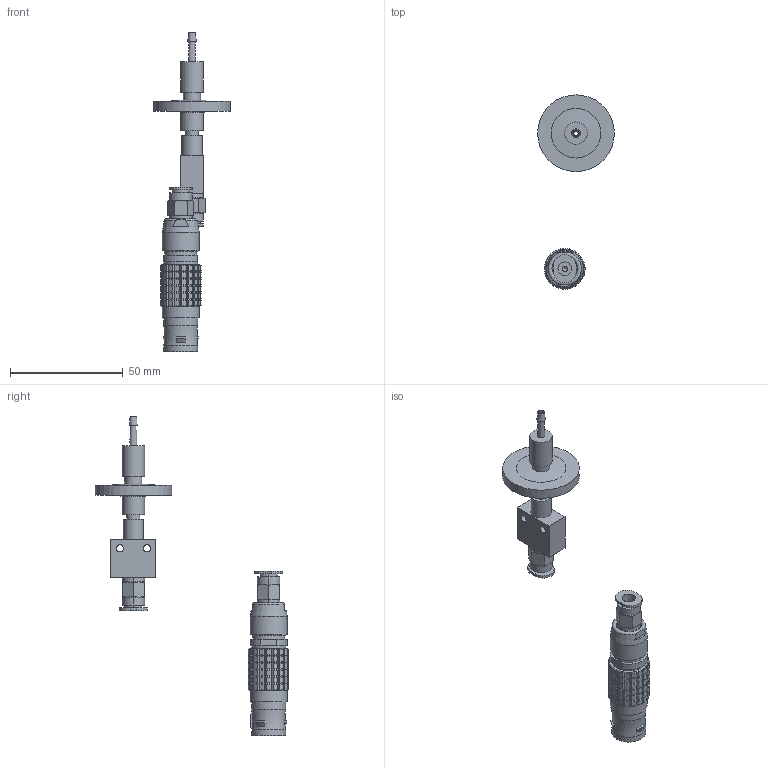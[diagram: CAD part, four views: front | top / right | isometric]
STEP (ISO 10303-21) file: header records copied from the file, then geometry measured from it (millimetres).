
FILE_DESCRIPTION(/* description */ (''),/* implementation_level */ '2;1');
FILE_NAME(/* name */ 'Adapter SL3000 Festo.stp',/* time_stamp */ '2012-07-27T09:37:25+02:00',/* author */ (''),/* organization */ (''),/* preprocessor_version */ 'ST-DEVELOPER v11',/* originating_system */ 'SIEMENS UGS NX 6.0',/* authorisation */ '');
FILE_SCHEMA (('CONFIG_CONTROL_DESIGN'));
Length unit declared in the file: millimetre
Products named in the file (17): Isolationsteil 025 mit Ansen_001; Massehalbschale2_001; Massehalbschale1_001; FGG_3B_002; Spannschraube_001; Spannzange FGG.3B.792.DN_001; 200002974_001; 200002975_001; 200002526_001; Schlauchadapter 1_6-2_4 mm - MS_002; Anschluss Luer-1/4 28G - MS_002; Filtereinheit 0_45 my mit Ge_001; 525-005_001; XXY3675_001; Rohr 1_2 x 015 x 13mm lang_001; Lemo-Stecker komplett_003; 200002976_001
Assembly tree (19 placements, depth 3):
  200002976_001
    Lemo-Stecker komplett_003
      Spannzange FGG.3B.792.DN_001
      Spannschraube_001
      FGG_3B_002
      Massehalbschale1_001
      Massehalbschale2_001
      Isolationsteil 025 mit Ansen_001
    Rohr 1_2 x 015 x 13mm lang_001  x2
    XXY3675_001
    525-005_001  x2
    Filtereinheit 0_45 my mit Ge_001
    Anschluss Luer-1/4 28G - MS_002
    Schlauchadapter 1_6-2_4 mm - MS_002
    200002526_001  x2
    200002975_001
    200002974_001
Bounding box: 34 x 85.99 x 141.5 mm (x, y, z)
Volume: 20582.1 mm3; surface area: 21980.3 mm2
Topology: 18 solids, 19 shells, 874 faces, 2228 edges, 1442 vertices
Faces by surface type: cone 327, cylinder 275, plane 245, bspline 23, torus 4
Full cylindrical faces by diameter (mm): 0.7 x20, 0.8 x2, 0.9 x2, 1.2 x2, 1.3 x2, 1.5 x2, 2 x2, 2.15 x1, 2.5 x3, 3.2 x2, 3.4 x2, 4 x1, 4.3 x2, 4.4 x1, 5.5 x1, 5.8 x1, 6.35 x1, 7.6 x1, 8 x2, 9 x1, 10 x3, 10.5 x1, 11 x2, 11.2 x1, 12 x2, 12.6 x1, 12.8 x1, 13 x1, 13.5 x1, 14.2 x1
Entity records: 27127 total; most frequent: CARTESIAN_POINT 6494, ORIENTED_EDGE 3904, DIRECTION 3793, EDGE_CURVE 1952, AXIS2_PLACEMENT_3D 1628, VERTEX_POINT 1321, EDGE_LOOP 992, ADVANCED_FACE 810
